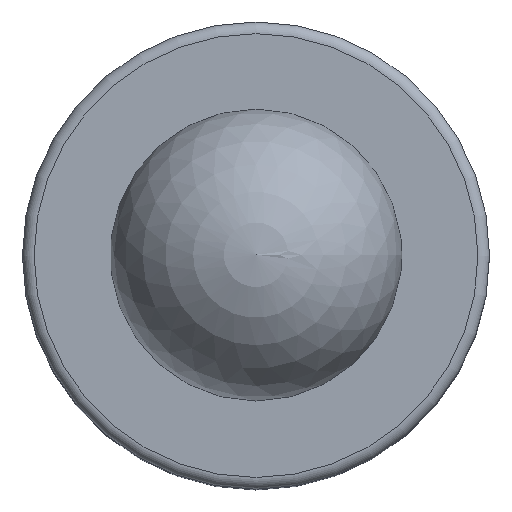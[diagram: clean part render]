
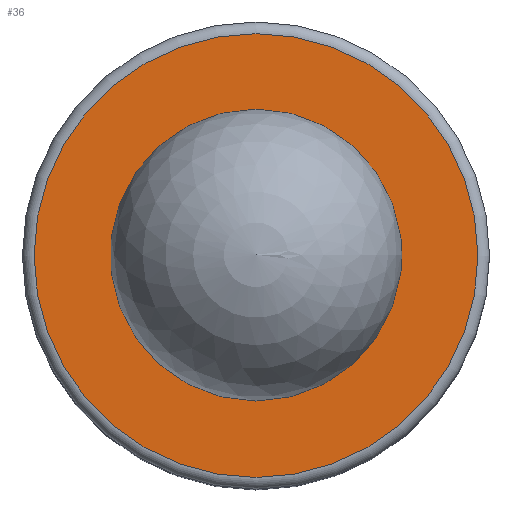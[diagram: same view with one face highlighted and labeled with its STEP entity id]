
A CAD part, top view. The second image highlights one B-rep face of the part: STEP entity #36.
In plain terms, the highlighted planar face has unit normal (0, 0, 1).
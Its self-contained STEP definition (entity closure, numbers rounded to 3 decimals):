
#36 = ADVANCED_FACE( '', ( #73, #74 ), #75, .T. );
#73 = FACE_OUTER_BOUND( '', #111, .T. );
#74 = FACE_BOUND( '', #112, .T. );
#75 = PLANE( '', #113 );
#111 = EDGE_LOOP( '', ( #147 ) );
#112 = EDGE_LOOP( '', ( #148 ) );
#113 = AXIS2_PLACEMENT_3D( '', #149, #150, #151 );
#147 = ORIENTED_EDGE( '', *, *, #187, .T. );
#148 = ORIENTED_EDGE( '', *, *, #188, .T. );
#149 = CARTESIAN_POINT( '', ( 0., 0., 5.3 ) );
#150 = DIRECTION( '', ( 0., 0., 1. ) );
#151 = DIRECTION( '', ( 1., 0., 0. ) );
#187 = EDGE_CURVE( '', #204, #204, #205, .T. );
#188 = EDGE_CURVE( '', #206, #206, #207, .F. );
#204 = VERTEX_POINT( '', #226 );
#205 = CIRCLE( '', #227, 7.6 );
#206 = VERTEX_POINT( '', #228 );
#207 = CIRCLE( '', #229, 2.9 );
#226 = CARTESIAN_POINT( '', ( 7.6, 0., 5.3 ) );
#227 = AXIS2_PLACEMENT_3D( '', #247, #248, #249 );
#228 = CARTESIAN_POINT( '', ( 2.9, 0., 5.3 ) );
#229 = AXIS2_PLACEMENT_3D( '', #250, #251, #252 );
#247 = CARTESIAN_POINT( '', ( 0., 0., 5.3 ) );
#248 = DIRECTION( '', ( 0., 0., 1. ) );
#249 = DIRECTION( '', ( 1., 0., 0. ) );
#250 = CARTESIAN_POINT( '', ( 0., 0., 5.3 ) );
#251 = DIRECTION( '', ( 0., 0., 1. ) );
#252 = DIRECTION( '', ( 1., 0., 0. ) );
